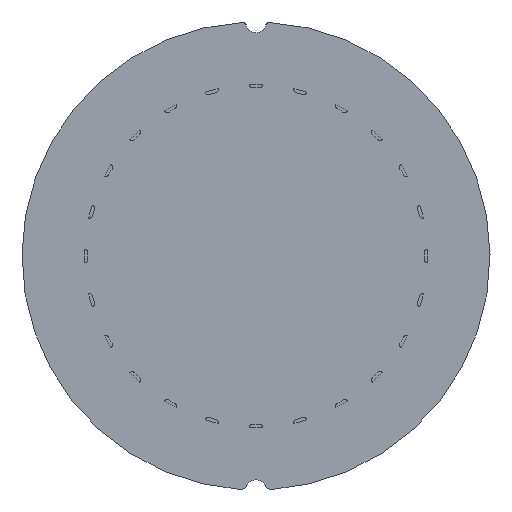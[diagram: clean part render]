
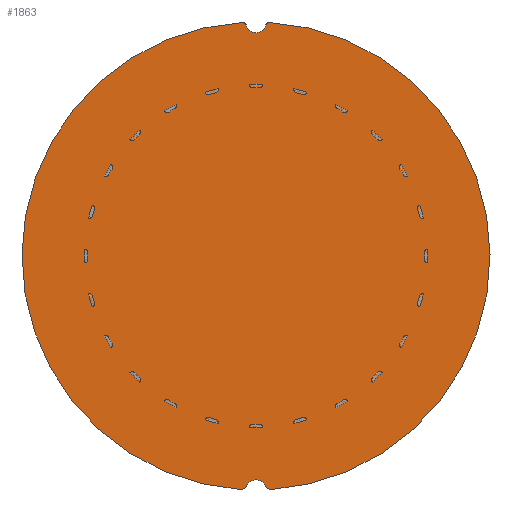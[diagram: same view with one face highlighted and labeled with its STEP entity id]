
A CAD part, front view. The second image highlights one B-rep face of the part: STEP entity #1863.
In plain terms, the highlighted planar face has unit normal (0, -1, 0).
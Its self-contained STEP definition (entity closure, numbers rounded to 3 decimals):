
#28 = AXIS2_PLACEMENT_3D ( 'NONE', #1852, #1923, #4195 ) ;
#58 = AXIS2_PLACEMENT_3D ( 'NONE', #1766, #5935, #5027 ) ;
#90 = ORIENTED_EDGE ( 'NONE', *, *, #4541, .T. ) ;
#141 = AXIS2_PLACEMENT_3D ( 'NONE', #5054, #876, #3231 ) ;
#167 = AXIS2_PLACEMENT_3D ( 'NONE', #306, #4377, #4911 ) ;
#273 = DIRECTION ( 'NONE',  ( 0., 1., 0. ) ) ;
#274 = CARTESIAN_POINT ( 'NONE',  ( -1.964, 0., 34.442 ) ) ;
#303 = DIRECTION ( 'NONE',  ( 0., 0., 1. ) ) ;
#306 = CARTESIAN_POINT ( 'NONE',  ( 0., 0., 0. ) ) ;
#356 = ORIENTED_EDGE ( 'NONE', *, *, #1138, .F. ) ;
#369 = DIRECTION ( 'NONE',  ( 0., 0., 1. ) ) ;
#405 = ORIENTED_EDGE ( 'NONE', *, *, #2450, .T. ) ;
#414 = CARTESIAN_POINT ( 'NONE',  ( 2.257, 0., -33.426 ) ) ;
#428 = CARTESIAN_POINT ( 'NONE',  ( 1.964, 0., 34.442 ) ) ;
#638 = VERTEX_POINT ( 'NONE', #2345 ) ;
#676 = EDGE_CURVE ( 'NONE', #2075, #2314, #3150, .T. ) ;
#683 = EDGE_CURVE ( 'NONE', #638, #2314, #3447, .T. ) ;
#704 = FACE_OUTER_BOUND ( 'NONE', #5500, .T. ) ;
#718 = CIRCLE ( 'NONE', #3649, 0.5 ) ;
#803 = AXIS2_PLACEMENT_3D ( 'NONE', #414, #1383, #3707 ) ;
#876 = DIRECTION ( 'NONE',  ( 0., 1., 0. ) ) ;
#1038 = ORIENTED_EDGE ( 'NONE', *, *, #4029, .F. ) ;
#1048 = DIRECTION ( 'NONE',  ( 0., 0., 1. ) ) ;
#1138 = EDGE_CURVE ( 'NONE', #3142, #2075, #4595, .T. ) ;
#1220 = EDGE_CURVE ( 'NONE', #4718, #3284, #4113, .T. ) ;
#1355 = ORIENTED_EDGE ( 'NONE', *, *, #683, .T. ) ;
#1383 = DIRECTION ( 'NONE',  ( 0., -1., 0. ) ) ;
#1387 = ORIENTED_EDGE ( 'NONE', *, *, #6000, .F. ) ;
#1582 = EDGE_CURVE ( 'NONE', #3547, #638, #5302, .T. ) ;
#1589 = EDGE_CURVE ( 'NONE', #1602, #3547, #3463, .T. ) ;
#1596 = CARTESIAN_POINT ( 'NONE',  ( 2.257, 0., -33.426 ) ) ;
#1602 = VERTEX_POINT ( 'NONE', #5821 ) ;
#1766 = CARTESIAN_POINT ( 'NONE',  ( -2.257, 0., -33.426 ) ) ;
#1767 = CARTESIAN_POINT ( 'NONE',  ( -1.452, 0., 34.069 ) ) ;
#1844 = EDGE_CURVE ( 'NONE', #2588, #4104, #5032, .T. ) ;
#1852 = CARTESIAN_POINT ( 'NONE',  ( 0., 0., -0.002 ) ) ;
#1863 = ADVANCED_FACE ( 'NONE', ( #704 ), #2093, .F. ) ;
#1923 = DIRECTION ( 'NONE',  ( 0., 1., 0. ) ) ;
#1974 = AXIS2_PLACEMENT_3D ( 'NONE', #5723, #1986, #2869 ) ;
#1986 = DIRECTION ( 'NONE',  ( 0., 1., 0. ) ) ;
#2075 = VERTEX_POINT ( 'NONE', #428 ) ;
#2093 = PLANE ( 'NONE',  #167 ) ;
#2129 = ORIENTED_EDGE ( 'NONE', *, *, #1582, .T. ) ;
#2179 = DIRECTION ( 'NONE',  ( 0., 1., 0. ) ) ;
#2314 = VERTEX_POINT ( 'NONE', #3019 ) ;
#2345 = CARTESIAN_POINT ( 'NONE',  ( 2.257, 0., -34.426 ) ) ;
#2362 = CARTESIAN_POINT ( 'NONE',  ( 0., 0., 32.946 ) ) ;
#2450 = EDGE_CURVE ( 'NONE', #3142, #4718, #4224, .T. ) ;
#2460 = DIRECTION ( 'NONE',  ( 0., -1., 0. ) ) ;
#2588 = VERTEX_POINT ( 'NONE', #4246 ) ;
#2737 = ORIENTED_EDGE ( 'NONE', *, *, #1220, .T. ) ;
#2797 = CARTESIAN_POINT ( 'NONE',  ( 1.354, 0., -33.856 ) ) ;
#2869 = DIRECTION ( 'NONE',  ( 0., 0., 1. ) ) ;
#3001 = DIRECTION ( 'NONE',  ( 0., 0., 1. ) ) ;
#3019 = CARTESIAN_POINT ( 'NONE',  ( 2.324, 0., -34.424 ) ) ;
#3142 = VERTEX_POINT ( 'NONE', #5383 ) ;
#3150 = CIRCLE ( 'NONE', #28, 34.5 ) ;
#3231 = DIRECTION ( 'NONE',  ( 0., 0., 1. ) ) ;
#3284 = VERTEX_POINT ( 'NONE', #1767 ) ;
#3338 = AXIS2_PLACEMENT_3D ( 'NONE', #4685, #3811, #5659 ) ;
#3446 = AXIS2_PLACEMENT_3D ( 'NONE', #5512, #4554, #369 ) ;
#3447 = CIRCLE ( 'NONE', #803, 1. ) ;
#3463 = CIRCLE ( 'NONE', #3952, 1.5 ) ;
#3547 = VERTEX_POINT ( 'NONE', #2797 ) ;
#3572 = DIRECTION ( 'NONE',  ( 0., 0., 1. ) ) ;
#3649 = AXIS2_PLACEMENT_3D ( 'NONE', #5278, #4373, #1048 ) ;
#3707 = DIRECTION ( 'NONE',  ( 0., 0., 1. ) ) ;
#3811 = DIRECTION ( 'NONE',  ( 0., 1., 0. ) ) ;
#3952 = AXIS2_PLACEMENT_3D ( 'NONE', #4464, #273, #303 ) ;
#4029 = EDGE_CURVE ( 'NONE', #4356, #2588, #4815, .T. ) ;
#4104 = VERTEX_POINT ( 'NONE', #274 ) ;
#4113 = CIRCLE ( 'NONE', #3338, 1.5 ) ;
#4195 = DIRECTION ( 'NONE',  ( 0., 0., 1. ) ) ;
#4224 = CIRCLE ( 'NONE', #3446, 1.5 ) ;
#4246 = CARTESIAN_POINT ( 'NONE',  ( -2.324, 0., -34.424 ) ) ;
#4356 = VERTEX_POINT ( 'NONE', #4946 ) ;
#4373 = DIRECTION ( 'NONE',  ( 0., -1., 0. ) ) ;
#4377 = DIRECTION ( 'NONE',  ( 0., 1., 0. ) ) ;
#4405 = CARTESIAN_POINT ( 'NONE',  ( 0., 0., -0.002 ) ) ;
#4464 = CARTESIAN_POINT ( 'NONE',  ( 0., 0., -34.502 ) ) ;
#4541 = EDGE_CURVE ( 'NONE', #3284, #4104, #718, .T. ) ;
#4554 = DIRECTION ( 'NONE',  ( 0., 1., 0. ) ) ;
#4595 = CIRCLE ( 'NONE', #1974, 0.5 ) ;
#4685 = CARTESIAN_POINT ( 'NONE',  ( 0., 0., 34.446 ) ) ;
#4718 = VERTEX_POINT ( 'NONE', #2362 ) ;
#4728 = AXIS2_PLACEMENT_3D ( 'NONE', #1596, #2460, #3572 ) ;
#4815 = CIRCLE ( 'NONE', #141, 1. ) ;
#4898 = ORIENTED_EDGE ( 'NONE', *, *, #1589, .T. ) ;
#4911 = DIRECTION ( 'NONE',  ( 0., 0., 1. ) ) ;
#4946 = CARTESIAN_POINT ( 'NONE',  ( -2.257, 0., -34.426 ) ) ;
#4956 = ORIENTED_EDGE ( 'NONE', *, *, #676, .F. ) ;
#5027 = DIRECTION ( 'NONE',  ( 0., 0., 1. ) ) ;
#5032 = CIRCLE ( 'NONE', #5514, 34.5 ) ;
#5054 = CARTESIAN_POINT ( 'NONE',  ( -2.257, 0., -33.426 ) ) ;
#5278 = CARTESIAN_POINT ( 'NONE',  ( -1.936, 0., 33.943 ) ) ;
#5302 = CIRCLE ( 'NONE', #4728, 1. ) ;
#5383 = CARTESIAN_POINT ( 'NONE',  ( 1.452, 0., 34.069 ) ) ;
#5500 = EDGE_LOOP ( 'NONE', ( #90, #5753, #1038, #1387, #4898, #2129, #1355, #4956, #356, #405, #2737 ) ) ;
#5501 = CIRCLE ( 'NONE', #58, 1. ) ;
#5512 = CARTESIAN_POINT ( 'NONE',  ( 0., 0., 34.446 ) ) ;
#5514 = AXIS2_PLACEMENT_3D ( 'NONE', #4405, #2179, #3001 ) ;
#5659 = DIRECTION ( 'NONE',  ( 0., 0., 1. ) ) ;
#5723 = CARTESIAN_POINT ( 'NONE',  ( 1.936, 0., 33.943 ) ) ;
#5753 = ORIENTED_EDGE ( 'NONE', *, *, #1844, .F. ) ;
#5821 = CARTESIAN_POINT ( 'NONE',  ( -1.354, 0., -33.856 ) ) ;
#5935 = DIRECTION ( 'NONE',  ( 0., 1., 0. ) ) ;
#6000 = EDGE_CURVE ( 'NONE', #1602, #4356, #5501, .T. ) ;
